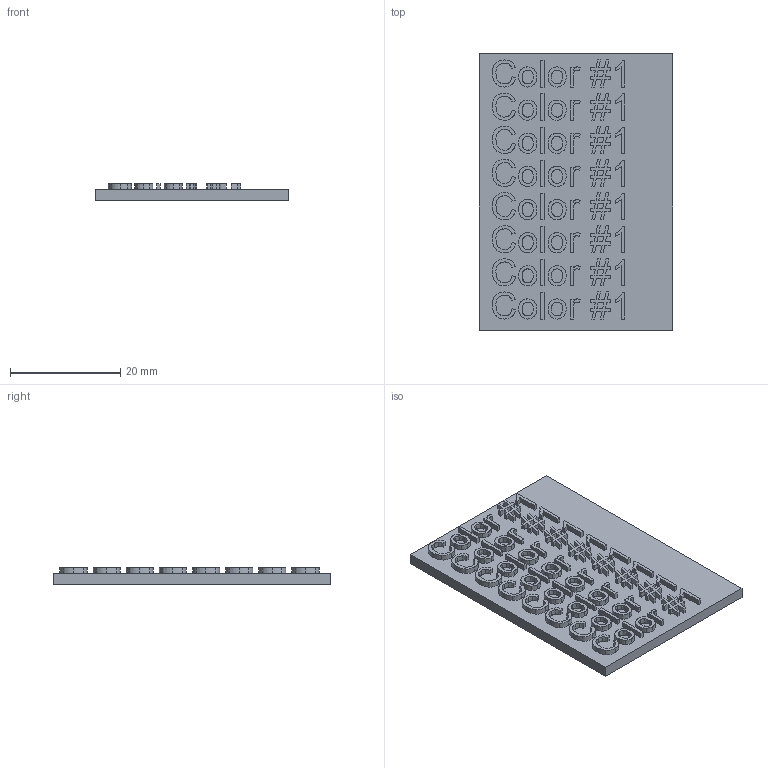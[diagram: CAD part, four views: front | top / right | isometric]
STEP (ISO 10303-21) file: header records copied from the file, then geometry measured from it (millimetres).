
FILE_DESCRIPTION(('FreeCAD Model'),'2;1');
FILE_NAME('Open CASCADE Shape Model','2023-07-06T13:28:14',('BT'),(''), 'Open CASCADE STEP processor 7.6','FreeCAD','Unknown');
FILE_SCHEMA(('AUTOMOTIVE_DESIGN { 1 0 10303 214 1 1 1 1 }'));
Length unit declared in the file: millimetre
Products named in the file (1): Compound
Bounding box: 35 x 50 x 3 mm (x, y, z)
Volume: 3776.4 mm3; surface area: 4845.1 mm2
Topology: 1 solids, 1 shells, 926 faces, 2532 edges, 1688 vertices
Faces by surface type: plane 486, extrusion 440
Entity records: 29978 total; most frequent: CARTESIAN_POINT 7787, ORIENTED_EDGE 5064, DIRECTION 3066, EDGE_CURVE 2532, VECTOR 2092, VERTEX_POINT 1688, LINE 1652, B_SPLINE_CURVE_WITH_KNOTS 1320
